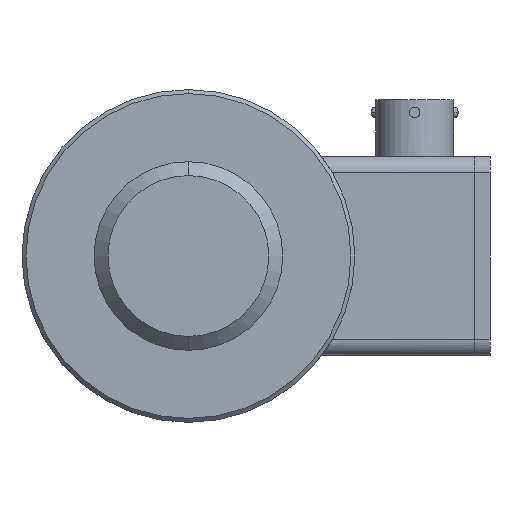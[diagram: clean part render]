
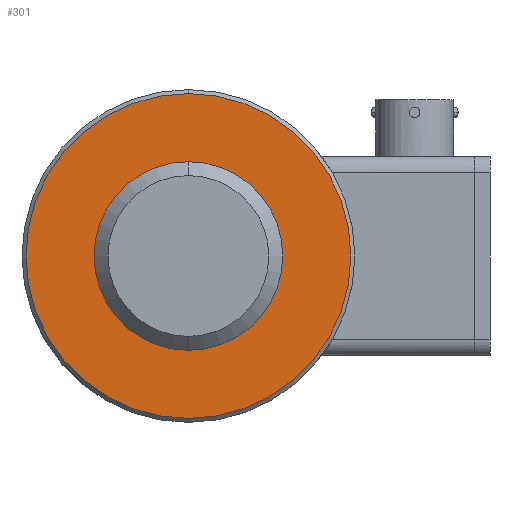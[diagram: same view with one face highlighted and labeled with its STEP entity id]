
A CAD part, front view. The second image highlights one B-rep face of the part: STEP entity #301.
In plain terms, the highlighted planar face has unit normal (0, -1, 0).
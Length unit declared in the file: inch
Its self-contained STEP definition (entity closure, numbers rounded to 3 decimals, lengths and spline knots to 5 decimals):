
#105 = ORIENTED_EDGE ( 'NONE', *, *, #331, .T. ) ;
#132 = EDGE_CURVE ( 'NONE', #294, #310, #2199, .T. ) ;
#154 = ORIENTED_EDGE ( 'NONE', *, *, #132, .T. ) ;
#185 = EDGE_LOOP ( 'NONE', ( #154, #105 ) ) ;
#204 = ORIENTED_EDGE ( 'NONE', *, *, #486, .F. ) ;
#242 = ORIENTED_EDGE ( 'NONE', *, *, #1169, .F. ) ;
#279 = EDGE_LOOP ( 'NONE', ( #242, #204 ) ) ;
#294 = VERTEX_POINT ( 'NONE', #3512 ) ;
#301 = ADVANCED_FACE ( 'NONE', ( #3574, #3575 ), #3576, .F. ) ;
#310 = VERTEX_POINT ( 'NONE', #3701 ) ;
#331 = EDGE_CURVE ( 'NONE', #310, #294, #1074, .T. ) ;
#452 = VERTEX_POINT ( 'NONE', #1721 ) ;
#486 = EDGE_CURVE ( 'NONE', #607, #452, #1886, .T. ) ;
#607 = VERTEX_POINT ( 'NONE', #2345 ) ;
#1074 = CIRCLE ( 'NONE', #1075, 1.22 ) ;
#1075 = AXIS2_PLACEMENT_3D ( 'NONE', #1076, #1077, #1078 ) ;
#1076 = CARTESIAN_POINT ( 'NONE',  ( -0.9, -1.3475, -0.75 ) ) ;
#1077 = DIRECTION ( 'NONE',  ( 0., -1., 0. ) ) ;
#1078 = DIRECTION ( 'NONE',  ( 0., 0., 1. ) ) ;
#1169 = EDGE_CURVE ( 'NONE', #452, #607, #1881, .T. ) ;
#1721 = CARTESIAN_POINT ( 'NONE',  ( -0.9, -1.3475, -1.375 ) ) ;
#1881 = CIRCLE ( 'NONE', #1882, 0.625 ) ;
#1882 = AXIS2_PLACEMENT_3D ( 'NONE', #1883, #1884, #1885 ) ;
#1883 = CARTESIAN_POINT ( 'NONE',  ( -0.9, -1.3475, -0.75 ) ) ;
#1884 = DIRECTION ( 'NONE',  ( 0., -1., 0. ) ) ;
#1885 = DIRECTION ( 'NONE',  ( 0., 0., -1. ) ) ;
#1886 = CIRCLE ( 'NONE', #1887, 0.625 ) ;
#1887 = AXIS2_PLACEMENT_3D ( 'NONE', #1888, #1889, #1890 ) ;
#1888 = CARTESIAN_POINT ( 'NONE',  ( -0.9, -1.3475, -0.75 ) ) ;
#1889 = DIRECTION ( 'NONE',  ( 0., -1., 0. ) ) ;
#1890 = DIRECTION ( 'NONE',  ( 0., 0., -1. ) ) ;
#2199 = CIRCLE ( 'NONE', #2200, 1.22 ) ;
#2200 = AXIS2_PLACEMENT_3D ( 'NONE', #2201, #2202, #2203 ) ;
#2201 = CARTESIAN_POINT ( 'NONE',  ( -0.9, -1.3475, -0.75 ) ) ;
#2202 = DIRECTION ( 'NONE',  ( 0., -1., 0. ) ) ;
#2203 = DIRECTION ( 'NONE',  ( 0., 0., 1. ) ) ;
#2345 = CARTESIAN_POINT ( 'NONE',  ( -0.9, -1.3475, -0.125 ) ) ;
#3512 = CARTESIAN_POINT ( 'NONE',  ( -0.9, -1.3475, 0.47 ) ) ;
#3574 = FACE_BOUND ( 'NONE', #279, .T. ) ;
#3575 = FACE_OUTER_BOUND ( 'NONE', #185, .T. ) ;
#3576 = PLANE ( 'NONE',  #3577 ) ;
#3577 = AXIS2_PLACEMENT_3D ( 'NONE', #3580, #3581, #3582 ) ;
#3580 = CARTESIAN_POINT ( 'NONE',  ( -2.13464, -1.3475, -1.98464 ) ) ;
#3581 = DIRECTION ( 'NONE',  ( 0., 1., 0. ) ) ;
#3582 = DIRECTION ( 'NONE',  ( 0., 0., 1. ) ) ;
#3701 = CARTESIAN_POINT ( 'NONE',  ( -0.9, -1.3475, -1.97 ) ) ;
